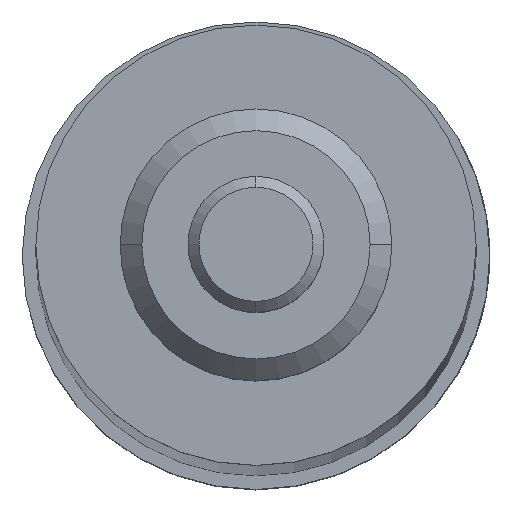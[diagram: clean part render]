
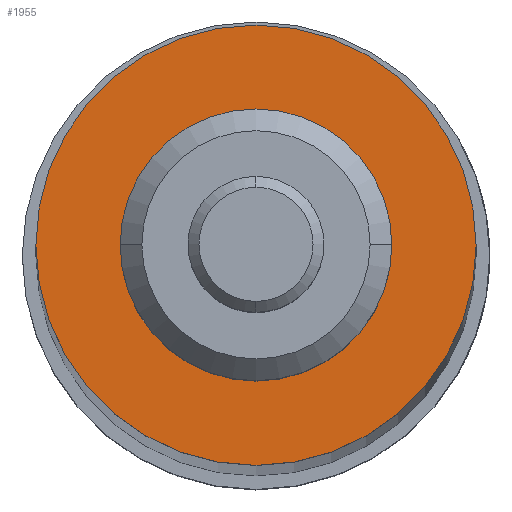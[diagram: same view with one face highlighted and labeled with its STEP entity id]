
A CAD part, top view. The second image highlights one B-rep face of the part: STEP entity #1955.
In plain terms, the highlighted face is planar.
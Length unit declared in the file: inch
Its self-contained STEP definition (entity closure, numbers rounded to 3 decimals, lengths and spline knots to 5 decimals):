
#33 = DIRECTION ( 'NONE',  ( -1., 0., 0. ) ) ;
#128 = EDGE_CURVE ( 'NONE', #791, #468, #258, .T. ) ;
#222 = EDGE_CURVE ( 'NONE', #468, #791, #1531, .T. ) ;
#258 = CIRCLE ( 'NONE', #1994, 0.405 ) ;
#288 = CIRCLE ( 'NONE', #1087, 0.25 ) ;
#346 = CIRCLE ( 'NONE', #1280, 0.25 ) ;
#468 = VERTEX_POINT ( 'NONE', #826 ) ;
#489 = EDGE_CURVE ( 'NONE', #1907, #2096, #288, .T. ) ;
#490 = CARTESIAN_POINT ( 'NONE',  ( 0.44, 0., 0. ) ) ;
#618 = CARTESIAN_POINT ( 'NONE',  ( 0.44, 0., -0.25 ) ) ;
#664 = DIRECTION ( 'NONE',  ( 0., 0., 1. ) ) ;
#692 = FACE_OUTER_BOUND ( 'NONE', #1664, .T. ) ;
#719 = CARTESIAN_POINT ( 'NONE',  ( 0.44, 0., 0.25 ) ) ;
#724 = CARTESIAN_POINT ( 'NONE',  ( 0.44, 0., 0. ) ) ;
#729 = ORIENTED_EDGE ( 'NONE', *, *, #489, .F. ) ;
#738 = FACE_BOUND ( 'NONE', #823, .T. ) ;
#791 = VERTEX_POINT ( 'NONE', #1141 ) ;
#823 = EDGE_LOOP ( 'NONE', ( #729, #1818 ) ) ;
#826 = CARTESIAN_POINT ( 'NONE',  ( 0.44, 0., 0.405 ) ) ;
#860 = AXIS2_PLACEMENT_3D ( 'NONE', #2012, #1835, #1292 ) ;
#912 = DIRECTION ( 'NONE',  ( 0., 0., 1. ) ) ;
#1043 = CARTESIAN_POINT ( 'NONE',  ( 0.44, 0., 0. ) ) ;
#1077 = EDGE_CURVE ( 'NONE', #2096, #1907, #346, .T. ) ;
#1087 = AXIS2_PLACEMENT_3D ( 'NONE', #490, #1749, #664 ) ;
#1097 = CARTESIAN_POINT ( 'NONE',  ( 0.44, 0., 0. ) ) ;
#1108 = PLANE ( 'NONE',  #860 ) ;
#1141 = CARTESIAN_POINT ( 'NONE',  ( 0.44, 0., -0.405 ) ) ;
#1280 = AXIS2_PLACEMENT_3D ( 'NONE', #724, #1990, #912 ) ;
#1285 = DIRECTION ( 'NONE',  ( 0., 0., 1. ) ) ;
#1292 = DIRECTION ( 'NONE',  ( 0., 0., -1. ) ) ;
#1397 = AXIS2_PLACEMENT_3D ( 'NONE', #1097, #33, #1285 ) ;
#1404 = ORIENTED_EDGE ( 'NONE', *, *, #222, .T. ) ;
#1531 = CIRCLE ( 'NONE', #1397, 0.405 ) ;
#1621 = DIRECTION ( 'NONE',  ( -1., 0., 0. ) ) ;
#1664 = EDGE_LOOP ( 'NONE', ( #1404, #2095 ) ) ;
#1749 = DIRECTION ( 'NONE',  ( -1., 0., 0. ) ) ;
#1818 = ORIENTED_EDGE ( 'NONE', *, *, #1077, .F. ) ;
#1835 = DIRECTION ( 'NONE',  ( 1., 0., 0. ) ) ;
#1907 = VERTEX_POINT ( 'NONE', #719 ) ;
#1955 = ADVANCED_FACE ( 'NONE', ( #738, #692 ), #1108, .F. ) ;
#1973 = DIRECTION ( 'NONE',  ( 0., 0., 1. ) ) ;
#1990 = DIRECTION ( 'NONE',  ( -1., 0., 0. ) ) ;
#1994 = AXIS2_PLACEMENT_3D ( 'NONE', #1043, #1621, #1973 ) ;
#2012 = CARTESIAN_POINT ( 'NONE',  ( 0.44, 0.405, 0. ) ) ;
#2095 = ORIENTED_EDGE ( 'NONE', *, *, #128, .T. ) ;
#2096 = VERTEX_POINT ( 'NONE', #618 ) ;
